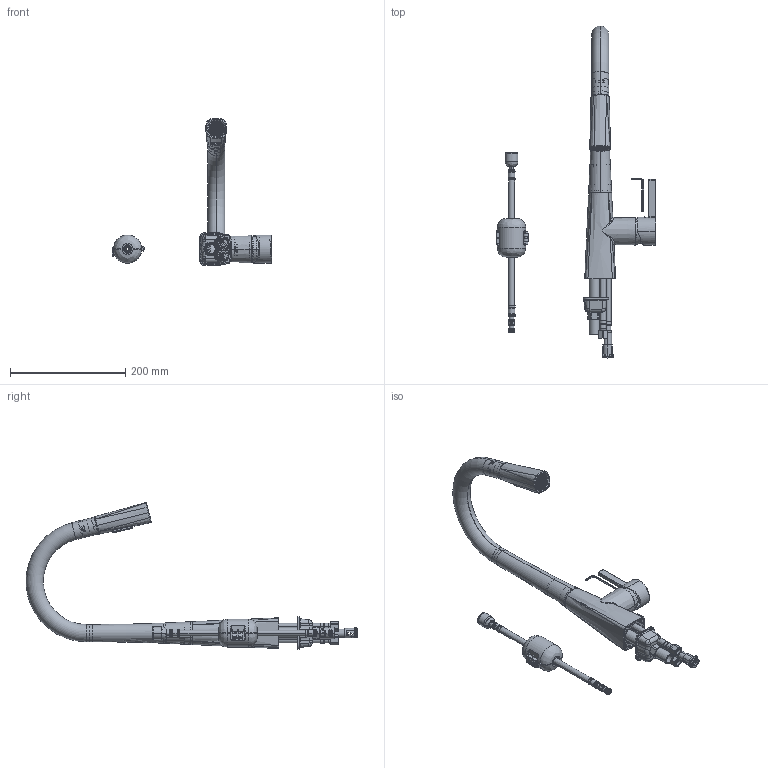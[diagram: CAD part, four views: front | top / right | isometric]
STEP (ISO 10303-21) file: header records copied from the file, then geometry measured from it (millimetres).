
FILE_DESCRIPTION((''),'2;1');
FILE_NAME('T02119AG-01-BLYC','2022-05-24T',('g1000998'),(''),'PRO/ENGINEER BY PARAMETRIC TECHNOLOGY CORPORATION, 2011490','PRO/ENGINEER BY PARAMETRIC TECHNOLOGY CORPORATION, 2011490','');
FILE_SCHEMA(('CONFIG_CONTROL_DESIGN'));
Length unit declared in the file: millimetre
Products named in the file (50): CTYZ0035; CTDN0055; CTRR0204; ATBA0161; CTKB0147; CTCB0185; CTHZ0578; CTST0117; CTCP0072; CTML0001; CTRP0092; CTRP0091; CTRR0125; ATBP0438; CTCP0375; CTPL0004; CTLT0020; CTNL0003; ATBP0379; CTRP0102; CCQT0002; ATBP0533-1; ATBP0436-2; ATBP0436-3; ATBP0436-4; ATBP0436-5; ATBP0436-6; ATBP0533-2; ATBP0436-8_AF0; ATBP0436-8_AF1; CTCP0485; ATBP0535; ATBP0403-1; ATBP0403-2; ATBP0403-3; ATBP0403-4; ATBP0403-5; ATBP0403-6; ATBP0403-7_AF0; ATBP0403-8 ...
Assembly tree (52 placements, depth 3):
  T02119AG-01-BLYC
    CTYZ0035
    CTDN0055
    CTRR0204
    ATBA0161
    CTKB0147
    CTCB0185
    CTHZ0578
    CTST0117
    CTCP0072
    CTML0001
    CTRP0092
    CTRP0091  x2
    CTRR0125
    ATBP0438
    CTCP0375
    CTPL0004
    CTLT0020
    CTNL0003
    ATBP0379
    CTRP0102
    CCQT0002
    ATBP0535
      ATBP0533-1
      ATBP0436-2
      ATBP0436-3
      ATBP0436-4
      ATBP0436-5
      ATBP0436-6
      ATBP0533-2
      ATBP0436-8_AF0
      ATBP0436-8_AF1
      CTCP0485
    ATBP0403  x2
      ATBP0403-1
      ATBP0403-2
      ATBP0403-3
      ATBP0403-4
      ATBP0403-5
      ATBP0403-6
      ATBP0403-7_AF0
      ATBP0403-8
    ATBE0255
      ATBE0255-10
      ATBE0255-20
    CTWP0278
    ATBA0268
    ATBQ0882
      ATBQ0882-1
      ATBQ0882-2
Bounding box: 277.5 x 577.03 x 255.5 mm (x, y, z)
Volume: 531922.7 mm3; surface area: 397021.7 mm2
Topology: 57 solids, 57 shells, 3777 faces, 9444 edges, 5955 vertices
Faces by surface type: plane 1291, cylinder 1275, bspline 391, cone 376, torus 353, sphere 50, extrusion 41
Entity records: 164824 total; most frequent: CARTESIAN_POINT 81928, ORIENTED_EDGE 17472, DIRECTION 16881, EDGE_CURVE 8736, AXIS2_PLACEMENT_3D 6581, VERTEX_POINT 5531, EDGE_LOOP 3801, VECTOR 3719
